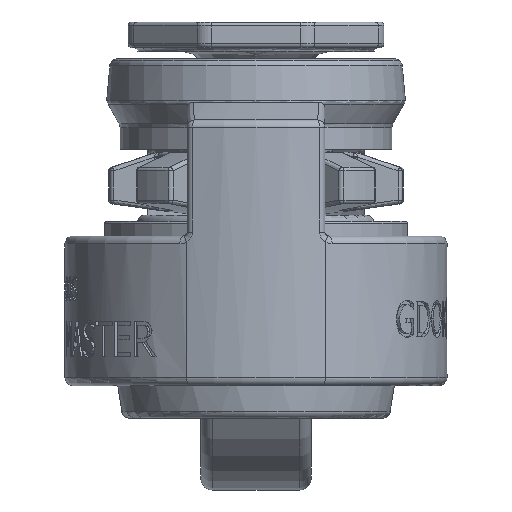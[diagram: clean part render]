
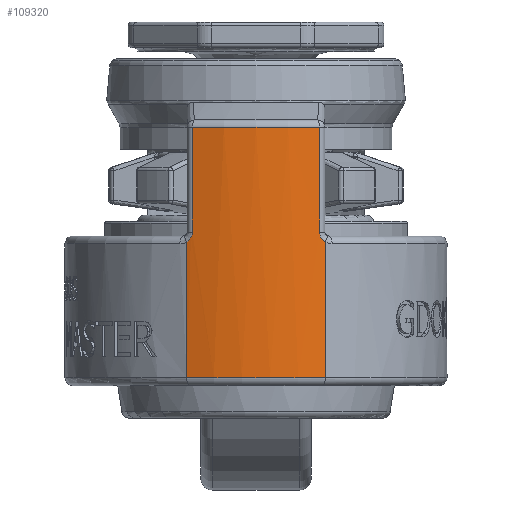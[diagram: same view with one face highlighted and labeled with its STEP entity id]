
A CAD part, left-side view. The second image highlights one B-rep face of the part: STEP entity #109320.
In plain terms, the highlighted cylindrical face has radius 51 mm (diameter 102 mm), a partial arc.
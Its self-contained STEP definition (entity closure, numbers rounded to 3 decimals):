
#82414=CARTESIAN_POINT('',(518.351,93.975,24.512));
#82415=VERTEX_POINT('',#82414);
#82484=CARTESIAN_POINT('',(518.351,93.975,-9.947));
#82485=VERTEX_POINT('',#82484);
#82493=CARTESIAN_POINT('',(518.351,93.975,24.512));
#82494=DIRECTION('',(0.,0.,-1.0));
#82495=VECTOR('',#82494,34.459);
#82496=LINE('',#82493,#82495);
#82497=EDGE_CURVE('',#82415,#82485,#82496,.T.);
#106229=CARTESIAN_POINT('',(518.351,58.785,24.512));
#106230=VERTEX_POINT('',#106229);
#106240=CARTESIAN_POINT('',(518.351,58.785,-9.947));
#106241=VERTEX_POINT('',#106240);
#106242=CARTESIAN_POINT('',(518.351,58.785,24.512));
#106243=DIRECTION('',(0.,0.,-1.0));
#106244=VECTOR('',#106243,34.459);
#106245=LINE('',#106242,#106244);
#106246=EDGE_CURVE('',#106230,#106241,#106245,.T.);
#107293=CARTESIAN_POINT('',(566.22,76.38,-9.947));
#107294=DIRECTION('',(0.0,0.0,-1.0));
#107295=DIRECTION('',(-1.0,0.0,0.0));
#107296=AXIS2_PLACEMENT_3D('',#107293,#107294,#107295);
#107297=CIRCLE('',#107296,51.);
#107298=EDGE_CURVE('',#106241,#82485,#107297,.T.);
#108990=CARTESIAN_POINT('',(517.839,60.247,53.679));
#108991=VERTEX_POINT('',#108990);
#108999=CARTESIAN_POINT('',(517.839,60.247,27.053));
#109000=VERTEX_POINT('',#108999);
#109001=CARTESIAN_POINT('',(517.839,60.247,53.679));
#109002=DIRECTION('',(0.0,0.0,-1.0));
#109003=VECTOR('',#109002,26.626);
#109004=LINE('',#109001,#109003);
#109005=EDGE_CURVE('',#108991,#109000,#109004,.T.);
#109254=CARTESIAN_POINT('',(566.22,76.38,-11.947));
#109255=DIRECTION('',(0.0,0.0,1.0));
#109256=DIRECTION('',(1.0,0.0,0.0));
#109257=AXIS2_PLACEMENT_3D('',#109254,#109255,#109256);
#109258=CYLINDRICAL_SURFACE('',#109257,51.);
#109259=CARTESIAN_POINT('',(517.839,92.513,53.679));
#109260=VERTEX_POINT('',#109259);
#109261=CARTESIAN_POINT('',(566.22,76.38,53.679));
#109262=DIRECTION('',(0.0,0.0,1.0));
#109263=DIRECTION('',(-1.0,0.0,0.0));
#109264=AXIS2_PLACEMENT_3D('',#109261,#109262,#109263);
#109265=CIRCLE('',#109264,51.);
#109266=EDGE_CURVE('',#109260,#108991,#109265,.T.);
#109267=ORIENTED_EDGE('',*,*,#109266,.F.);
#109268=CARTESIAN_POINT('',(517.839,92.513,27.053));
#109269=VERTEX_POINT('',#109268);
#109270=CARTESIAN_POINT('',(517.839,92.513,27.053));
#109271=DIRECTION('',(0.0,0.0,1.0));
#109272=VECTOR('',#109271,26.626);
#109273=LINE('',#109270,#109272);
#109274=EDGE_CURVE('',#109269,#109260,#109273,.T.);
#109275=ORIENTED_EDGE('',*,*,#109274,.F.);
#109276=CARTESIAN_POINT('',(518.351,93.975,24.512));
#109277=CARTESIAN_POINT('',(518.322,93.896,24.559));
#109278=CARTESIAN_POINT('',(518.294,93.819,24.611));
#109279=CARTESIAN_POINT('',(518.267,93.744,24.665));
#109280=CARTESIAN_POINT('',(518.228,93.637,24.743));
#109281=CARTESIAN_POINT('',(518.192,93.536,24.828));
#109282=CARTESIAN_POINT('',(518.158,93.44,24.919));
#109283=CARTESIAN_POINT('',(518.124,93.344,25.01));
#109284=CARTESIAN_POINT('',(518.093,93.255,25.107));
#109285=CARTESIAN_POINT('',(518.063,93.171,25.21));
#109286=CARTESIAN_POINT('',(518.019,93.045,25.365));
#109287=CARTESIAN_POINT('',(517.981,92.934,25.535));
#109288=CARTESIAN_POINT('',(517.949,92.841,25.714));
#109289=CARTESIAN_POINT('',(517.917,92.746,25.897));
#109290=CARTESIAN_POINT('',(517.892,92.671,26.088));
#109291=CARTESIAN_POINT('',(517.873,92.616,26.288));
#109292=CARTESIAN_POINT('',(517.862,92.582,26.412));
#109293=CARTESIAN_POINT('',(517.853,92.556,26.54));
#109294=CARTESIAN_POINT('',(517.847,92.539,26.668));
#109295=CARTESIAN_POINT('',(517.842,92.521,26.796));
#109296=CARTESIAN_POINT('',(517.839,92.513,26.925));
#109297=CARTESIAN_POINT('',(517.839,92.513,27.053));
#109298=B_SPLINE_CURVE_WITH_KNOTS('',3,(#109276,#109277,#109278,#109279,#109280,#109281,#109282,#109283,#109284,#109285,#109286,#109287,#109288,#109289,#109290,#109291,#109292,#109293,#109294,#109295,#109296,#109297),.UNSPECIFIED.,.F.,.U.,(4,3,3,3,3,3,3,4),(4.278,4.558,4.956,5.354,5.956,6.572,6.957,7.341),.UNSPECIFIED.);
#109299=EDGE_CURVE('',#82415,#109269,#109298,.T.);
#109300=ORIENTED_EDGE('',*,*,#109299,.F.);
#109301=ORIENTED_EDGE('',*,*,#82497,.T.);
#109302=ORIENTED_EDGE('',*,*,#107298,.F.);
#109303=ORIENTED_EDGE('',*,*,#106246,.F.);
#109304=CARTESIAN_POINT('',(517.839,60.247,27.053));
#109305=CARTESIAN_POINT('',(517.839,60.247,26.84));
#109306=CARTESIAN_POINT('',(517.847,60.224,26.626));
#109307=CARTESIAN_POINT('',(517.862,60.177,26.419));
#109308=CARTESIAN_POINT('',(517.887,60.102,26.086));
#109309=CARTESIAN_POINT('',(517.932,59.968,25.768));
#109310=CARTESIAN_POINT('',(517.995,59.785,25.481));
#109311=CARTESIAN_POINT('',(518.083,59.531,25.084));
#109312=CARTESIAN_POINT('',(518.205,59.182,24.751));
#109313=CARTESIAN_POINT('',(518.351,58.785,24.512));
#109314=B_SPLINE_CURVE_WITH_KNOTS('',3,(#109304,#109305,#109306,#109307,#109308,#109309,#109310,#109311,#109312,#109313),.UNSPECIFIED.,.F.,.U.,(4,3,3,4),(5.225,5.862,6.88,8.291),.UNSPECIFIED.);
#109315=EDGE_CURVE('',#109000,#106230,#109314,.T.);
#109316=ORIENTED_EDGE('',*,*,#109315,.F.);
#109317=ORIENTED_EDGE('',*,*,#109005,.F.);
#109318=EDGE_LOOP('',(#109267,#109275,#109300,#109301,#109302,#109303,#109316,#109317));
#109319=FACE_OUTER_BOUND('',#109318,.T.);
#109320=ADVANCED_FACE('',(#109319),#109258,.T.);
